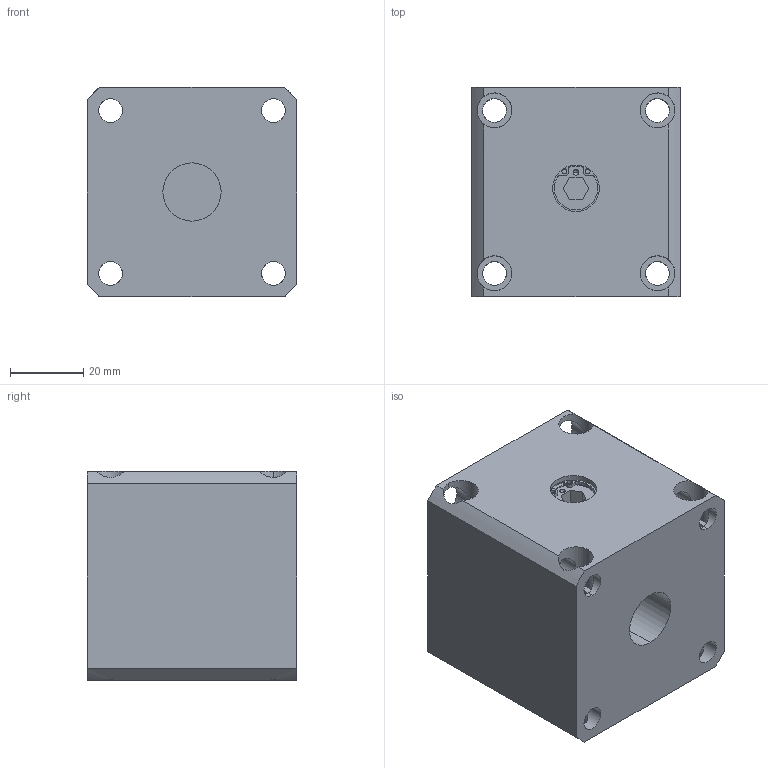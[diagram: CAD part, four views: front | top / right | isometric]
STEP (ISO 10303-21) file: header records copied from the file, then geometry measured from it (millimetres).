
FILE_DESCRIPTION (( 'STEP AP214' ), '1' );
FILE_NAME ('mill actuator body-SOLID m10.STEP', '2012-05-25T18:41:09', ( '' ), ( '' ), 'SwSTEP 2.0', 'SolidWorks 2011', '' );
FILE_SCHEMA (( 'AUTOMOTIVE_DESIGN' ));
Length unit declared in the file: inch
Products named in the file (5): mill actuator body-SOLID m10-3; mill actuator body-SOLID m10-2; mill actuator body-SOLID m10-1; mill actuator body-SOLID m10; mill actuator body-SOLID m10-4
Assembly tree (4 placements, depth 2):
  mill actuator body-SOLID m10
    mill actuator body-SOLID m10-1
    mill actuator body-SOLID m10-2
    mill actuator body-SOLID m10-3
    mill actuator body-SOLID m10-4
Bounding box: 57.15 x 57.15 x 57.15 mm (x, y, z)
Volume: 163472.4 mm3; surface area: 34547.5 mm2
Topology: 4 solids, 4 shells, 189 faces, 532 edges, 341 vertices
Faces by surface type: cylinder 141, plane 37, cone 7, bspline 2, sphere 2
Entity records: 11060 total; most frequent: CARTESIAN_POINT 5300, ORIENTED_EDGE 1056, DIRECTION 852, EDGE_CURVE 528, VERTEX_POINT 339, AXIS2_PLACEMENT_3D 323, EDGE_LOOP 221, VECTOR 206
